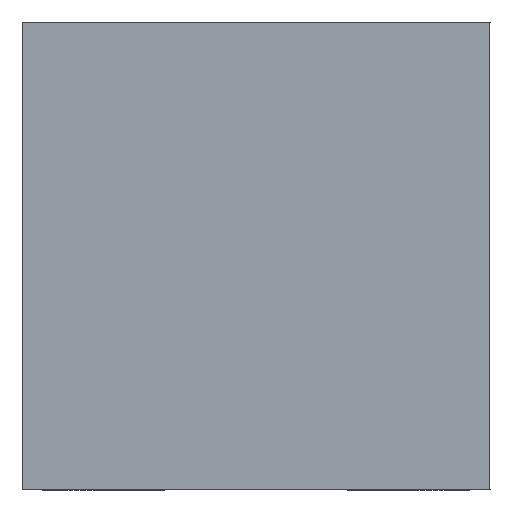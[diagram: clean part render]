
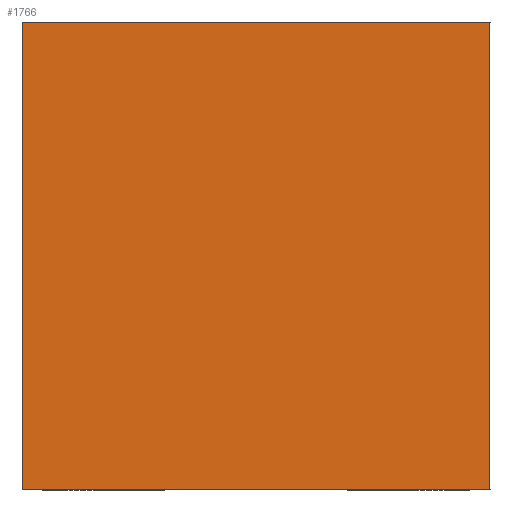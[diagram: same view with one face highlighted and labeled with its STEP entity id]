
A CAD part, left-side view. The second image highlights one B-rep face of the part: STEP entity #1766.
In plain terms, the highlighted planar face has unit normal (-1, 0, 0).
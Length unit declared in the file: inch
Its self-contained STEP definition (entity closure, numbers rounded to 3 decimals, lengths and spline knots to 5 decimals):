
#20 = DIRECTION ( 'NONE',  ( 0., 0., -1. ) ) ;
#56 = DIRECTION ( 'NONE',  ( 0., -1., 0. ) ) ;
#59 = CARTESIAN_POINT ( 'NONE',  ( -0.5, -0.375, 0.375 ) ) ;
#82 = EDGE_CURVE ( 'NONE', #404, #682, #378, .T. ) ;
#91 = EDGE_CURVE ( 'NONE', #682, #763, #617, .T. ) ;
#172 = VERTEX_POINT ( 'NONE', #823 ) ;
#174 = ORIENTED_EDGE ( 'NONE', *, *, #1248, .T. ) ;
#198 = AXIS2_PLACEMENT_3D ( 'NONE', #899, #1037, #20 ) ;
#233 = ORIENTED_EDGE ( 'NONE', *, *, #91, .F. ) ;
#243 = LINE ( 'NONE', #1149, #701 ) ;
#254 = VECTOR ( 'NONE', #56, 39.37008 ) ;
#378 = LINE ( 'NONE', #1501, #254 ) ;
#388 = VECTOR ( 'NONE', #1070, 39.37008 ) ;
#404 = VERTEX_POINT ( 'NONE', #1127 ) ;
#476 = PLANE ( 'NONE',  #198 ) ;
#555 = EDGE_LOOP ( 'NONE', ( #1267, #233, #1134, #174 ) ) ;
#617 = LINE ( 'NONE', #1675, #1518 ) ;
#682 = VERTEX_POINT ( 'NONE', #59 ) ;
#701 = VECTOR ( 'NONE', #1457, 39.37008 ) ;
#763 = VERTEX_POINT ( 'NONE', #1531 ) ;
#809 = EDGE_CURVE ( 'NONE', #172, #763, #1167, .T. ) ;
#823 = CARTESIAN_POINT ( 'NONE',  ( -0.5, 0.375, -0.375 ) ) ;
#899 = CARTESIAN_POINT ( 'NONE',  ( -0.5, -0.375, 0.375 ) ) ;
#1037 = DIRECTION ( 'NONE',  ( 1., 0., 0. ) ) ;
#1070 = DIRECTION ( 'NONE',  ( 0., -1., 0. ) ) ;
#1073 = DIRECTION ( 'NONE',  ( 0., 0., -1. ) ) ;
#1125 = FACE_OUTER_BOUND ( 'NONE', #555, .T. ) ;
#1127 = CARTESIAN_POINT ( 'NONE',  ( -0.5, 0.375, 0.375 ) ) ;
#1134 = ORIENTED_EDGE ( 'NONE', *, *, #82, .F. ) ;
#1149 = CARTESIAN_POINT ( 'NONE',  ( -0.5, 0.375, 0.375 ) ) ;
#1167 = LINE ( 'NONE', #1809, #388 ) ;
#1248 = EDGE_CURVE ( 'NONE', #404, #172, #243, .T. ) ;
#1267 = ORIENTED_EDGE ( 'NONE', *, *, #809, .T. ) ;
#1457 = DIRECTION ( 'NONE',  ( 0., 0., -1. ) ) ;
#1501 = CARTESIAN_POINT ( 'NONE',  ( -0.5, -0.375, 0.375 ) ) ;
#1518 = VECTOR ( 'NONE', #1073, 39.37008 ) ;
#1531 = CARTESIAN_POINT ( 'NONE',  ( -0.5, -0.375, -0.375 ) ) ;
#1675 = CARTESIAN_POINT ( 'NONE',  ( -0.5, -0.375, 0.375 ) ) ;
#1766 = ADVANCED_FACE ( 'NONE', ( #1125 ), #476, .F. ) ;
#1809 = CARTESIAN_POINT ( 'NONE',  ( -0.5, -0.375, -0.375 ) ) ;
